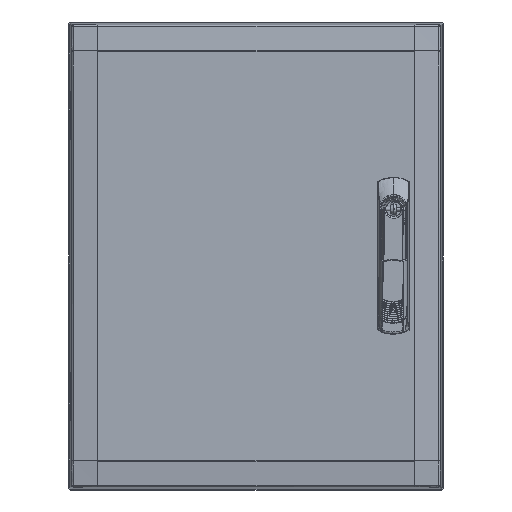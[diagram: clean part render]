
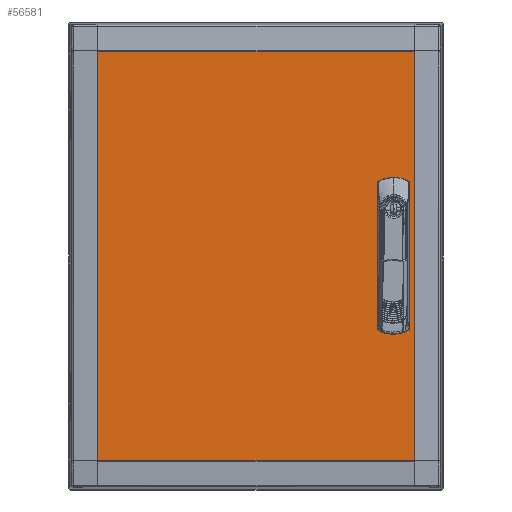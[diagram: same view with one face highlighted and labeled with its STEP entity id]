
A CAD part, top view. The second image highlights one B-rep face of the part: STEP entity #56581.
In plain terms, the highlighted face is planar.
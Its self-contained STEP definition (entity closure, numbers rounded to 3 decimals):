
#413 = ORIENTED_EDGE ( 'NONE', *, *, #25635, .F. ) ;
#938 = FACE_OUTER_BOUND ( 'NONE', #74399, .T. ) ;
#1804 = EDGE_CURVE ( 'NONE', #90439, #24257, #35498, .T. ) ;
#8083 = LINE ( 'NONE', #8837, #68347 ) ;
#8837 = CARTESIAN_POINT ( 'NONE',  ( 134.5, 30., 249. ) ) ;
#9319 = ORIENTED_EDGE ( 'NONE', *, *, #1804, .F. ) ;
#13603 = FACE_BOUND ( 'NONE', #88630, .T. ) ;
#14480 = ORIENTED_EDGE ( 'NONE', *, *, #23278, .F. ) ;
#14641 = DIRECTION ( 'NONE',  ( 1., 0., 0. ) ) ;
#14648 = EDGE_CURVE ( 'NONE', #24257, #145587, #95575, .T. ) ;
#14659 = CARTESIAN_POINT ( 'NONE',  ( 168.913, 30., -218.913 ) ) ;
#15888 = CARTESIAN_POINT ( 'NONE',  ( 168.913, 30., 218.913 ) ) ;
#16987 = VERTEX_POINT ( 'NONE', #89061 ) ;
#18536 = DIRECTION ( 'NONE',  ( -1., 0., 0. ) ) ;
#18542 = CARTESIAN_POINT ( 'NONE',  ( 159.5, 30., -75. ) ) ;
#21903 = VECTOR ( 'NONE', #42262, 1000. ) ;
#22068 = VECTOR ( 'NONE', #106805, 1000. ) ;
#22336 = VERTEX_POINT ( 'NONE', #107505 ) ;
#22618 = LINE ( 'NONE', #92078, #95489 ) ;
#23278 = EDGE_CURVE ( 'NONE', #16987, #127795, #30149, .T. ) ;
#24257 = VERTEX_POINT ( 'NONE', #18542 ) ;
#24886 = VECTOR ( 'NONE', #14641, 1000. ) ;
#25635 = EDGE_CURVE ( 'NONE', #112236, #47404, #129669, .T. ) ;
#26172 = DIRECTION ( 'NONE',  ( 1., 0., 0. ) ) ;
#27681 = CARTESIAN_POINT ( 'NONE',  ( -199., 30., -25. ) ) ;
#30149 = LINE ( 'NONE', #121239, #41337 ) ;
#30438 = DIRECTION ( 'NONE',  ( -1., 0., 0. ) ) ;
#35498 = LINE ( 'NONE', #69882, #81726 ) ;
#36262 = VERTEX_POINT ( 'NONE', #107916 ) ;
#36620 = ORIENTED_EDGE ( 'NONE', *, *, #52297, .F. ) ;
#39180 = CARTESIAN_POINT ( 'NONE',  ( -168.913, 30., 218.913 ) ) ;
#41337 = VECTOR ( 'NONE', #53365, 1000. ) ;
#42262 = DIRECTION ( 'NONE',  ( 0., 0., -1. ) ) ;
#42419 = ORIENTED_EDGE ( 'NONE', *, *, #56647, .F. ) ;
#45096 = ORIENTED_EDGE ( 'NONE', *, *, #114440, .F. ) ;
#45136 = VECTOR ( 'NONE', #30438, 1000. ) ;
#47404 = VERTEX_POINT ( 'NONE', #14659 ) ;
#48034 = PLANE ( 'NONE',  #123915 ) ;
#52297 = EDGE_CURVE ( 'NONE', #47404, #129140, #56829, .T. ) ;
#53365 = DIRECTION ( 'NONE',  ( 0., 0., 1. ) ) ;
#54162 = EDGE_CURVE ( 'NONE', #56333, #112236, #64756, .T. ) ;
#54266 = LINE ( 'NONE', #111716, #21903 ) ;
#54643 = DIRECTION ( 'NONE',  ( 0., 0., 1. ) ) ;
#54854 = VECTOR ( 'NONE', #18536, 1000. ) ;
#56333 = VERTEX_POINT ( 'NONE', #39180 ) ;
#56458 = VECTOR ( 'NONE', #122195, 1000. ) ;
#56581 = ADVANCED_FACE ( 'NONE', ( #938, #13603, #102564 ), #48034, .F. ) ;
#56647 = EDGE_CURVE ( 'NONE', #127795, #36262, #22618, .T. ) ;
#56829 = LINE ( 'NONE', #102336, #75567 ) ;
#57048 = DIRECTION ( 'NONE',  ( 1., 0., 0. ) ) ;
#58431 = VECTOR ( 'NONE', #26172, 1000. ) ;
#58699 = DIRECTION ( 'NONE',  ( 0., 0., -1. ) ) ;
#60366 = EDGE_CURVE ( 'NONE', #129140, #56333, #96329, .T. ) ;
#61975 = CARTESIAN_POINT ( 'NONE',  ( -199., 30., -75. ) ) ;
#64756 = LINE ( 'NONE', #146838, #56458 ) ;
#65559 = CARTESIAN_POINT ( 'NONE',  ( -199., 30., 25. ) ) ;
#66952 = EDGE_CURVE ( 'NONE', #22336, #90439, #84457, .T. ) ;
#67976 = ORIENTED_EDGE ( 'NONE', *, *, #82015, .F. ) ;
#68241 = DIRECTION ( 'NONE',  ( 0., -1., 0. ) ) ;
#68306 = ORIENTED_EDGE ( 'NONE', *, *, #14648, .F. ) ;
#68347 = VECTOR ( 'NONE', #144790, 1000. ) ;
#69706 = CARTESIAN_POINT ( 'NONE',  ( -199., 30., 249. ) ) ;
#69882 = CARTESIAN_POINT ( 'NONE',  ( 159.5, 30., 249. ) ) ;
#70599 = ORIENTED_EDGE ( 'NONE', *, *, #66952, .F. ) ;
#74399 = EDGE_LOOP ( 'NONE', ( #133517, #36620, #413, #135691 ) ) ;
#75567 = VECTOR ( 'NONE', #54643, 1000. ) ;
#81726 = VECTOR ( 'NONE', #58699, 1000. ) ;
#82015 = EDGE_CURVE ( 'NONE', #36262, #146102, #54266, .T. ) ;
#82714 = CARTESIAN_POINT ( 'NONE',  ( -199., 30., -218.913 ) ) ;
#84457 = LINE ( 'NONE', #27681, #58431 ) ;
#84888 = ORIENTED_EDGE ( 'NONE', *, *, #118834, .F. ) ;
#88630 = EDGE_LOOP ( 'NONE', ( #45096, #68306, #9319, #70599 ) ) ;
#89061 = CARTESIAN_POINT ( 'NONE',  ( 134.5, 30., 25. ) ) ;
#90439 = VERTEX_POINT ( 'NONE', #106880 ) ;
#91517 = EDGE_LOOP ( 'NONE', ( #14480, #84888, #67976, #42419 ) ) ;
#92078 = CARTESIAN_POINT ( 'NONE',  ( -199., 30., 75. ) ) ;
#95489 = VECTOR ( 'NONE', #57048, 1000. ) ;
#95575 = LINE ( 'NONE', #61975, #54854 ) ;
#96329 = LINE ( 'NONE', #120157, #22068 ) ;
#101137 = CARTESIAN_POINT ( 'NONE',  ( 159.5, 30., 25. ) ) ;
#102336 = CARTESIAN_POINT ( 'NONE',  ( 168.913, 30., 249. ) ) ;
#102564 = FACE_BOUND ( 'NONE', #91517, .T. ) ;
#106805 = DIRECTION ( 'NONE',  ( -1., 0., 0. ) ) ;
#106880 = CARTESIAN_POINT ( 'NONE',  ( 159.5, 30., -25. ) ) ;
#107505 = CARTESIAN_POINT ( 'NONE',  ( 134.5, 30., -25. ) ) ;
#107916 = CARTESIAN_POINT ( 'NONE',  ( 159.5, 30., 75. ) ) ;
#111716 = CARTESIAN_POINT ( 'NONE',  ( 159.5, 30., 249. ) ) ;
#112236 = VERTEX_POINT ( 'NONE', #129048 ) ;
#113753 = DIRECTION ( 'NONE',  ( 0., 0., -1. ) ) ;
#114440 = EDGE_CURVE ( 'NONE', #145587, #22336, #8083, .T. ) ;
#116874 = CARTESIAN_POINT ( 'NONE',  ( 134.5, 30., -75. ) ) ;
#118834 = EDGE_CURVE ( 'NONE', #146102, #16987, #122254, .T. ) ;
#120157 = CARTESIAN_POINT ( 'NONE',  ( -199., 30., 218.913 ) ) ;
#121239 = CARTESIAN_POINT ( 'NONE',  ( 134.5, 30., 249. ) ) ;
#121784 = CARTESIAN_POINT ( 'NONE',  ( 134.5, 30., 75. ) ) ;
#122195 = DIRECTION ( 'NONE',  ( 0., 0., -1. ) ) ;
#122254 = LINE ( 'NONE', #65559, #45136 ) ;
#123915 = AXIS2_PLACEMENT_3D ( 'NONE', #69706, #68241, #113753 ) ;
#127795 = VERTEX_POINT ( 'NONE', #121784 ) ;
#129048 = CARTESIAN_POINT ( 'NONE',  ( -168.913, 30., -218.913 ) ) ;
#129140 = VERTEX_POINT ( 'NONE', #15888 ) ;
#129669 = LINE ( 'NONE', #82714, #24886 ) ;
#133517 = ORIENTED_EDGE ( 'NONE', *, *, #60366, .F. ) ;
#135691 = ORIENTED_EDGE ( 'NONE', *, *, #54162, .F. ) ;
#144790 = DIRECTION ( 'NONE',  ( 0., 0., 1. ) ) ;
#145587 = VERTEX_POINT ( 'NONE', #116874 ) ;
#146102 = VERTEX_POINT ( 'NONE', #101137 ) ;
#146838 = CARTESIAN_POINT ( 'NONE',  ( -168.913, 30., 249. ) ) ;
